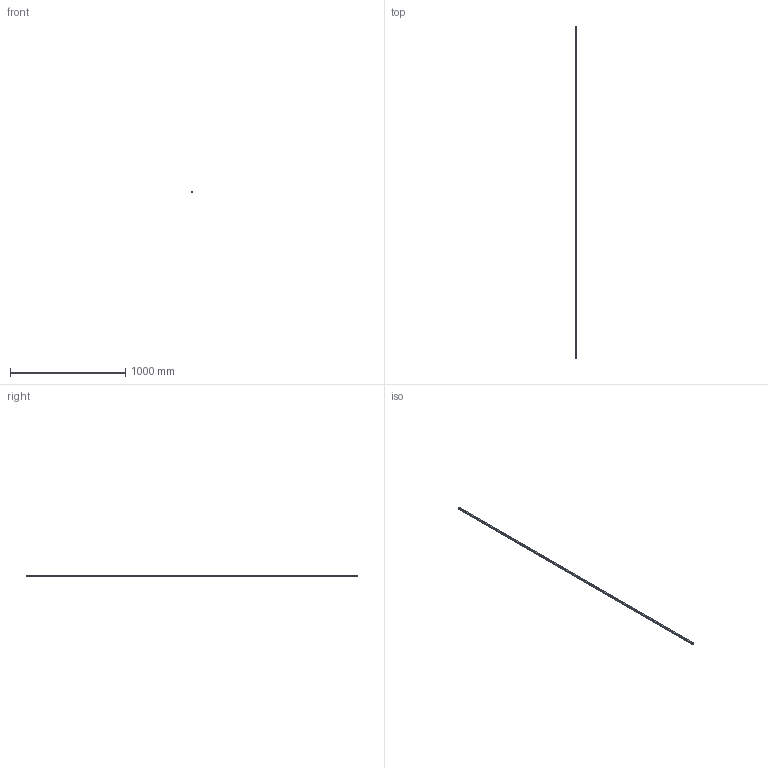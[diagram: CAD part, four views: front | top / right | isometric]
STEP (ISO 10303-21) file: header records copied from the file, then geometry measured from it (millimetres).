
FILE_DESCRIPTION(('STEP AP214'),'1');
FILE_NAME('cctmp_F219941C-ED78-4DFD-B26E-5A15241D3A06_2021_02_03_11_38_15_0807..stp','2021-02-03T10:38:16',('HIWIN GmbH'),('CADClick - www.CADClick.com'),'Spatial InterOp 3D',' ','unknown authorization');
FILE_SCHEMA(('AUTOMOTIVE_DESIGN'));
Length unit declared in the file: millimetre
Products named in the file (1): EGR15U2880C_FILE
Bounding box: 15 x 2880 x 12.5 mm (x, y, z)
Volume: 458786.7 mm3; surface area: 175388.5 mm2
Topology: 1 solids, 1 shells, 583 faces, 1443 edges, 962 vertices
Faces by surface type: cylinder 306, plane 277
Entity records: 22389 total; most frequent: DIRECTION 3415, CARTESIAN_POINT 2989, ORIENTED_EDGE 2886, EDGE_CURVE 1443, AXIS2_PLACEMENT_3D 1388, VERTEX_POINT 962, EDGE_LOOP 683, LINE 639
